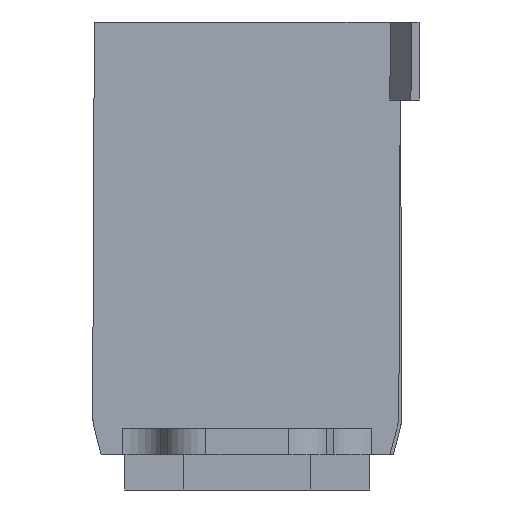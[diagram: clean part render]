
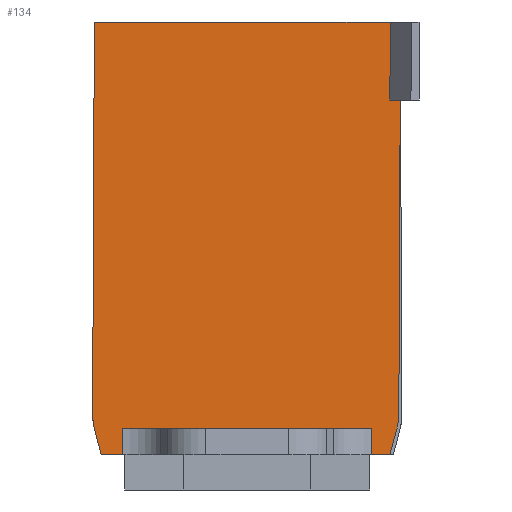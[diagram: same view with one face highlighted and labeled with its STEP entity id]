
A CAD part, front view. The second image highlights one B-rep face of the part: STEP entity #134.
In plain terms, the highlighted planar face has unit normal (0, -1, 0.004).
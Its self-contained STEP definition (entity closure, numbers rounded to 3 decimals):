
#85=ELLIPSE('',#3389,4.,4.);
#86=ELLIPSE('',#3390,4.,4.);
#134=ADVANCED_FACE('',(#444),#301,.T.);
#301=PLANE('',#3391);
#444=FACE_OUTER_BOUND('',#616,.T.);
#616=EDGE_LOOP('',(#992,#993,#994,#995,#996,#997,#998,#999,#1000,#1001,
#1002,#1003,#1004,#1005));
#992=ORIENTED_EDGE('',*,*,#2166,.T.);
#993=ORIENTED_EDGE('',*,*,#2213,.T.);
#994=ORIENTED_EDGE('',*,*,#2214,.F.);
#995=ORIENTED_EDGE('',*,*,#2215,.T.);
#996=ORIENTED_EDGE('',*,*,#2216,.T.);
#997=ORIENTED_EDGE('',*,*,#2217,.T.);
#998=ORIENTED_EDGE('',*,*,#2218,.T.);
#999=ORIENTED_EDGE('',*,*,#2219,.T.);
#1000=ORIENTED_EDGE('',*,*,#2220,.F.);
#1001=ORIENTED_EDGE('',*,*,#2221,.F.);
#1002=ORIENTED_EDGE('',*,*,#2178,.F.);
#1003=ORIENTED_EDGE('',*,*,#2222,.F.);
#1004=ORIENTED_EDGE('',*,*,#2223,.F.);
#1005=ORIENTED_EDGE('',*,*,#2187,.T.);
#1838=VERTEX_POINT('',#4725);
#1839=VERTEX_POINT('',#4727);
#1846=VERTEX_POINT('',#4746);
#1847=VERTEX_POINT('',#4748);
#1853=VERTEX_POINT('',#4765);
#1873=VERTEX_POINT('',#4812);
#1874=VERTEX_POINT('',#4814);
#1875=VERTEX_POINT('',#4816);
#1876=VERTEX_POINT('',#4818);
#1877=VERTEX_POINT('',#4820);
#1878=VERTEX_POINT('',#4822);
#1879=VERTEX_POINT('',#4824);
#1880=VERTEX_POINT('',#4826);
#1881=VERTEX_POINT('',#4829);
#2166=EDGE_CURVE('',#1839,#1838,#2630,.T.);
#2178=EDGE_CURVE('',#1846,#1847,#2642,.T.);
#2187=EDGE_CURVE('',#1853,#1839,#2651,.T.);
#2213=EDGE_CURVE('',#1838,#1873,#85,.T.);
#2214=EDGE_CURVE('',#1874,#1873,#2677,.T.);
#2215=EDGE_CURVE('',#1874,#1875,#2678,.T.);
#2216=EDGE_CURVE('',#1875,#1876,#2679,.T.);
#2217=EDGE_CURVE('',#1876,#1877,#2680,.T.);
#2218=EDGE_CURVE('',#1877,#1878,#2681,.T.);
#2219=EDGE_CURVE('',#1878,#1879,#2682,.T.);
#2220=EDGE_CURVE('',#1880,#1879,#2683,.T.);
#2221=EDGE_CURVE('',#1847,#1880,#86,.T.);
#2222=EDGE_CURVE('',#1881,#1846,#2684,.T.);
#2223=EDGE_CURVE('',#1853,#1881,#2685,.T.);
#2630=LINE('',#4726,#3062);
#2642=LINE('',#4747,#3074);
#2651=LINE('',#4764,#3083);
#2677=LINE('',#4813,#3109);
#2678=LINE('',#4815,#3110);
#2679=LINE('',#4817,#3111);
#2680=LINE('',#4819,#3112);
#2681=LINE('',#4821,#3113);
#2682=LINE('',#4823,#3114);
#2683=LINE('',#4825,#3115);
#2684=LINE('',#4828,#3116);
#2685=LINE('',#4830,#3117);
#3062=VECTOR('',#3774,1.);
#3074=VECTOR('',#3788,1.);
#3083=VECTOR('',#3801,1.);
#3109=VECTOR('',#3831,1.);
#3110=VECTOR('',#3832,1.);
#3111=VECTOR('',#3833,1.);
#3112=VECTOR('',#3834,1.);
#3113=VECTOR('',#3835,1.);
#3114=VECTOR('',#3836,1.);
#3115=VECTOR('',#3837,1.);
#3116=VECTOR('',#3840,1.);
#3117=VECTOR('',#3841,1.);
#3389=AXIS2_PLACEMENT_3D('',#4811,#3829,#3830);
#3390=AXIS2_PLACEMENT_3D('',#4827,#3838,#3839);
#3391=AXIS2_PLACEMENT_3D('',#4831,#3842,#3843);
#3774=DIRECTION('',(-0.004,-0.004,-1.));
#3788=DIRECTION('',(-0.004,-0.004,-1.));
#3801=DIRECTION('',(-1.,0.,0.));
#3829=DIRECTION('',(0.,-1.,0.004));
#3830=DIRECTION('',(0.,-0.004,-1.));
#3831=DIRECTION('',(-0.259,0.004,0.966));
#3832=DIRECTION('',(1.,0.,0.));
#3833=DIRECTION('',(0.003,0.004,1.));
#3834=DIRECTION('',(1.,0.,0.));
#3835=DIRECTION('',(0.003,-0.004,-1.));
#3836=DIRECTION('',(1.,0.,0.));
#3837=DIRECTION('',(-0.259,-0.004,-0.966));
#3838=DIRECTION('',(0.,1.,-0.004));
#3839=DIRECTION('',(0.,0.004,1.));
#3840=DIRECTION('',(1.,0.,0.));
#3841=DIRECTION('',(-0.002,-0.004,-1.));
#3842=DIRECTION('',(0.,-1.,0.004));
#3843=DIRECTION('',(0.,-0.004,-1.));
#4725=CARTESIAN_POINT('',(-8.822,-7.372,-22.328));
#4726=CARTESIAN_POINT('',(-8.725,-7.275,0.06));
#4727=CARTESIAN_POINT('',(-8.725,-7.275,0.));
#4746=CARTESIAN_POINT('',(8.725,-7.294,-4.45));
#4747=CARTESIAN_POINT('',(8.744,-7.275,-0.036));
#4748=CARTESIAN_POINT('',(8.647,-7.372,-22.285));
#4764=CARTESIAN_POINT('',(-8.725,-7.275,0.));
#4765=CARTESIAN_POINT('',(8.15,-7.275,0.));
#4811=CARTESIAN_POINT('',(-4.822,-7.373,-22.346));
#4812=CARTESIAN_POINT('',(-8.686,-7.377,-23.381));
#4813=CARTESIAN_POINT('',(-13.914,-7.292,-3.872));
#4814=CARTESIAN_POINT('',(-8.333,-7.383,-24.7));
#4815=CARTESIAN_POINT('',(-8.725,-7.383,-24.7));
#4816=CARTESIAN_POINT('',(-7.106,-7.383,-24.7));
#4817=CARTESIAN_POINT('',(-7.044,-7.275,0.019));
#4818=CARTESIAN_POINT('',(-7.102,-7.376,-23.2));
#4819=CARTESIAN_POINT('',(0.538,-7.376,-23.2));
#4820=CARTESIAN_POINT('',(7.102,-7.376,-23.2));
#4821=CARTESIAN_POINT('',(7.044,-7.275,0.016));
#4822=CARTESIAN_POINT('',(7.106,-7.383,-24.7));
#4823=CARTESIAN_POINT('',(-3.635,-7.383,-24.7));
#4824=CARTESIAN_POINT('',(8.137,-7.383,-24.7));
#4825=CARTESIAN_POINT('',(13.803,-7.291,-3.554));
#4826=CARTESIAN_POINT('',(8.511,-7.377,-23.303));
#4827=CARTESIAN_POINT('',(4.647,-7.372,-22.268));
#4828=CARTESIAN_POINT('',(0.538,-7.294,-4.45));
#4829=CARTESIAN_POINT('',(8.14,-7.294,-4.45));
#4830=CARTESIAN_POINT('',(8.15,-7.275,-0.016));
#4831=CARTESIAN_POINT('',(0.538,-7.275,0.));
